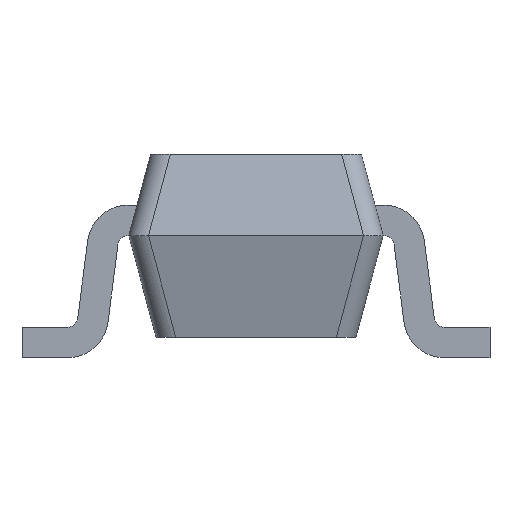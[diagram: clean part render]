
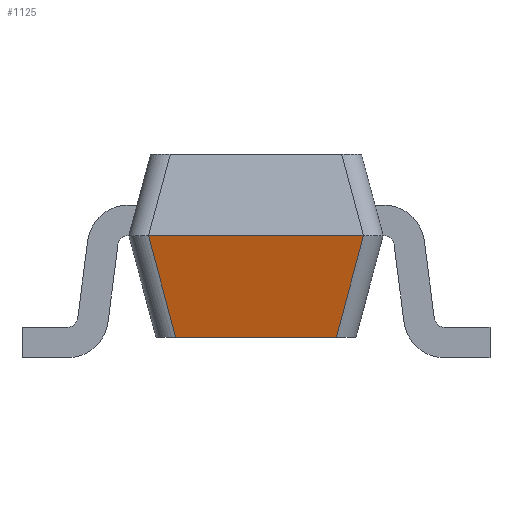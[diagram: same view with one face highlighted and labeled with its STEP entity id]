
A CAD part, left-side view. The second image highlights one B-rep face of the part: STEP entity #1125.
In plain terms, the highlighted planar face has unit normal (-0.966, 0, -0.259).
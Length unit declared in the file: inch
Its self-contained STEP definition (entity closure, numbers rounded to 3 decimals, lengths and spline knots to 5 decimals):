
#787 = PLANE('',#788);
#788 = AXIS2_PLACEMENT_3D('',#789,#790,#791);
#789 = CARTESIAN_POINT('',(0.04134,-0.02461,
    0.00394));
#790 = DIRECTION('',(0.,0.,1.));
#791 = DIRECTION('',(1.,0.,0.));
#945 = CYLINDRICAL_SURFACE('',#946,0.00394);
#946 = AXIS2_PLACEMENT_3D('',#947,#948,#949);
#947 = CARTESIAN_POINT('',(-0.03468,-0.01795,
    0.014));
#948 = DIRECTION('',(-0.251,-0.251,0.935));
#949 = DIRECTION('',(0.966,0.,0.259)
  );
#1125 = ADVANCED_FACE('',(#1126),#1140,.T.);
#1126 = FACE_BOUND('',#1127,.T.);
#1127 = EDGE_LOOP('',(#1128,#1158,#1203,#1231));
#1128 = ORIENTED_EDGE('',*,*,#1129,.T.);
#1129 = EDGE_CURVE('',#1130,#1132,#1134,.T.);
#1130 = VERTEX_POINT('',#1131);
#1131 = CARTESIAN_POINT('',(-0.03606,0.01553,
    0.00394));
#1132 = VERTEX_POINT('',#1133);
#1133 = CARTESIAN_POINT('',(-0.03606,-0.01553,
    0.00394));
#1134 = SURFACE_CURVE('',#1135,(#1139,#1151),.PCURVE_S1.);
#1135 = LINE('',#1136,#1137);
#1136 = CARTESIAN_POINT('',(-0.03606,-0.02461,
    0.00394));
#1137 = VECTOR('',#1138,0.03937);
#1138 = DIRECTION('',(0.,-1.,0.));
#1139 = PCURVE('',#1140,#1145);
#1140 = PLANE('',#1141);
#1141 = AXIS2_PLACEMENT_3D('',#1142,#1143,#1144);
#1142 = CARTESIAN_POINT('',(-0.04134,0.02461,
    0.02362));
#1143 = DIRECTION('',(-0.966,0.,-0.259));
#1144 = DIRECTION('',(-0.259,0.,0.966));
#1145 = DEFINITIONAL_REPRESENTATION('',(#1146),#1150);
#1146 = LINE('',#1147,#1148);
#1147 = CARTESIAN_POINT('',(-0.02,-0.049));
#1148 = VECTOR('',#1149,1.);
#1149 = DIRECTION('',(0.,-1.));
#1150 = ( GEOMETRIC_REPRESENTATION_CONTEXT(2) 
PARAMETRIC_REPRESENTATION_CONTEXT() REPRESENTATION_CONTEXT('2D SPACE',''
  ) );
#1151 = PCURVE('',#787,#1152);
#1152 = DEFINITIONAL_REPRESENTATION('',(#1153),#1157);
#1153 = LINE('',#1154,#1155);
#1154 = CARTESIAN_POINT('',(-0.077,0.));
#1155 = VECTOR('',#1156,1.);
#1156 = DIRECTION('',(0.,-1.));
#1157 = ( GEOMETRIC_REPRESENTATION_CONTEXT(2) 
PARAMETRIC_REPRESENTATION_CONTEXT() REPRESENTATION_CONTEXT('2D SPACE',''
  ) );
#1158 = ORIENTED_EDGE('',*,*,#1159,.T.);
#1159 = EDGE_CURVE('',#1132,#1160,#1162,.T.);
#1160 = VERTEX_POINT('',#1161);
#1161 = CARTESIAN_POINT('',(-0.04134,-0.0208,
    0.02362));
#1162 = SURFACE_CURVE('',#1163,(#1167,#1174),.PCURVE_S1.);
#1163 = LINE('',#1164,#1165);
#1164 = CARTESIAN_POINT('',(-0.03849,-0.01795,
    0.01298));
#1165 = VECTOR('',#1166,0.03937);
#1166 = DIRECTION('',(-0.251,-0.251,0.935));
#1167 = PCURVE('',#1140,#1168);
#1168 = DEFINITIONAL_REPRESENTATION('',(#1169),#1173);
#1169 = LINE('',#1170,#1171);
#1170 = CARTESIAN_POINT('',(-0.011,-0.043));
#1171 = VECTOR('',#1172,1.);
#1172 = DIRECTION('',(0.968,-0.251));
#1173 = ( GEOMETRIC_REPRESENTATION_CONTEXT(2) 
PARAMETRIC_REPRESENTATION_CONTEXT() REPRESENTATION_CONTEXT('2D SPACE',''
  ) );
#1174 = PCURVE('',#945,#1175);
#1175 = DEFINITIONAL_REPRESENTATION('',(#1176),#1202);
#1176 = B_SPLINE_CURVE_WITH_KNOTS('',3,(#1177,#1178,#1179,#1180,#1181,
    #1182,#1183,#1184,#1185,#1186,#1187,#1188,#1189,#1190,#1191,#1192,
    #1193,#1194,#1195,#1196,#1197,#1198,#1199,#1200,#1201),
  .UNSPECIFIED.,.F.,.F.,(4,1,1,1,1,1,1,1,1,1,1,1,1,1,1,1,1,1,1,1,1,1,4),
  (-0.24569,-0.22139,-0.19709,-0.17278,
    -0.14848,-0.12417,-0.09987,
    -0.07556,-0.05126,-0.02695,
    -0.00265,0.02165,0.04596,
    0.07026,0.09457,0.11887,
    0.14318,0.16748,0.19178,0.21609,
    0.24039,0.2647,0.289),.UNSPECIFIED.);
#1177 = CARTESIAN_POINT('',(3.142,-0.01));
#1178 = CARTESIAN_POINT('',(3.142,-0.009));
#1179 = CARTESIAN_POINT('',(3.142,-0.009));
#1180 = CARTESIAN_POINT('',(3.142,-0.008));
#1181 = CARTESIAN_POINT('',(3.142,-0.007));
#1182 = CARTESIAN_POINT('',(3.142,-0.006));
#1183 = CARTESIAN_POINT('',(3.142,-0.005));
#1184 = CARTESIAN_POINT('',(3.142,-0.004));
#1185 = CARTESIAN_POINT('',(3.142,-0.003));
#1186 = CARTESIAN_POINT('',(3.142,-0.002));
#1187 = CARTESIAN_POINT('',(3.142,-0.001));
#1188 = CARTESIAN_POINT('',(3.142,0.));
#1189 = CARTESIAN_POINT('',(3.142,0.001));
#1190 = CARTESIAN_POINT('',(3.142,0.002));
#1191 = CARTESIAN_POINT('',(3.142,0.003));
#1192 = CARTESIAN_POINT('',(3.142,0.004));
#1193 = CARTESIAN_POINT('',(3.142,0.005));
#1194 = CARTESIAN_POINT('',(3.142,0.006));
#1195 = CARTESIAN_POINT('',(3.142,0.007));
#1196 = CARTESIAN_POINT('',(3.142,0.008));
#1197 = CARTESIAN_POINT('',(3.142,0.009));
#1198 = CARTESIAN_POINT('',(3.142,0.009));
#1199 = CARTESIAN_POINT('',(3.142,0.01));
#1200 = CARTESIAN_POINT('',(3.142,0.011));
#1201 = CARTESIAN_POINT('',(3.142,0.011));
#1202 = ( GEOMETRIC_REPRESENTATION_CONTEXT(2) 
PARAMETRIC_REPRESENTATION_CONTEXT() REPRESENTATION_CONTEXT('2D SPACE',''
  ) );
#1203 = ORIENTED_EDGE('',*,*,#1204,.F.);
#1204 = EDGE_CURVE('',#1205,#1160,#1207,.T.);
#1205 = VERTEX_POINT('',#1206);
#1206 = CARTESIAN_POINT('',(-0.04134,0.0208,
    0.02362));
#1207 = SURFACE_CURVE('',#1208,(#1212,#1219),.PCURVE_S1.);
#1208 = LINE('',#1209,#1210);
#1209 = CARTESIAN_POINT('',(-0.04134,0.02461,
    0.02362));
#1210 = VECTOR('',#1211,0.03937);
#1211 = DIRECTION('',(0.,-1.,0.));
#1212 = PCURVE('',#1140,#1213);
#1213 = DEFINITIONAL_REPRESENTATION('',(#1214),#1218);
#1214 = LINE('',#1215,#1216);
#1215 = CARTESIAN_POINT('',(0.,0.));
#1216 = VECTOR('',#1217,1.);
#1217 = DIRECTION('',(0.,-1.));
#1218 = ( GEOMETRIC_REPRESENTATION_CONTEXT(2) 
PARAMETRIC_REPRESENTATION_CONTEXT() REPRESENTATION_CONTEXT('2D SPACE',''
  ) );
#1219 = PCURVE('',#1220,#1225);
#1220 = PLANE('',#1221);
#1221 = AXIS2_PLACEMENT_3D('',#1222,#1223,#1224);
#1222 = CARTESIAN_POINT('',(-0.04134,0.02461,
    0.02362));
#1223 = DIRECTION('',(-0.966,0.,0.259));
#1224 = DIRECTION('',(0.259,0.,0.966));
#1225 = DEFINITIONAL_REPRESENTATION('',(#1226),#1230);
#1226 = LINE('',#1227,#1228);
#1227 = CARTESIAN_POINT('',(0.,0.));
#1228 = VECTOR('',#1229,1.);
#1229 = DIRECTION('',(0.,-1.));
#1230 = ( GEOMETRIC_REPRESENTATION_CONTEXT(2) 
PARAMETRIC_REPRESENTATION_CONTEXT() REPRESENTATION_CONTEXT('2D SPACE',''
  ) );
#1231 = ORIENTED_EDGE('',*,*,#1232,.T.);
#1232 = EDGE_CURVE('',#1205,#1130,#1233,.T.);
#1233 = SURFACE_CURVE('',#1234,(#1238,#1245),.PCURVE_S1.);
#1234 = LINE('',#1235,#1236);
#1235 = CARTESIAN_POINT('',(-0.04158,0.02104,
    0.02451));
#1236 = VECTOR('',#1237,0.03937);
#1237 = DIRECTION('',(0.251,-0.251,-0.935));
#1238 = PCURVE('',#1140,#1239);
#1239 = DEFINITIONAL_REPRESENTATION('',(#1240),#1244);
#1240 = LINE('',#1241,#1242);
#1241 = CARTESIAN_POINT('',(0.001,-0.004));
#1242 = VECTOR('',#1243,1.);
#1243 = DIRECTION('',(-0.968,-0.251));
#1244 = ( GEOMETRIC_REPRESENTATION_CONTEXT(2) 
PARAMETRIC_REPRESENTATION_CONTEXT() REPRESENTATION_CONTEXT('2D SPACE',''
  ) );
#1245 = PCURVE('',#1246,#1251);
#1246 = CYLINDRICAL_SURFACE('',#1247,0.00394);
#1247 = AXIS2_PLACEMENT_3D('',#1248,#1249,#1250);
#1248 = CARTESIAN_POINT('',(-0.03777,0.02104,
    0.02553));
#1249 = DIRECTION('',(-0.251,0.251,0.935));
#1250 = DIRECTION('',(0.966,0.,0.259
    ));
#1251 = DEFINITIONAL_REPRESENTATION('',(#1252),#1278);
#1252 = B_SPLINE_CURVE_WITH_KNOTS('',3,(#1253,#1254,#1255,#1256,#1257,
    #1258,#1259,#1260,#1261,#1262,#1263,#1264,#1265,#1266,#1267,#1268,
    #1269,#1270,#1271,#1272,#1273,#1274,#1275,#1276,#1277),
  .UNSPECIFIED.,.F.,.F.,(4,1,1,1,1,1,1,1,1,1,1,1,1,1,1,1,1,1,1,1,1,1,4),
  (0.0242,0.04851,0.07281,
    0.09712,0.12142,0.14572,0.17003,
    0.19433,0.21864,0.24294,0.26725,
    0.29155,0.31585,0.34016,0.36446,
    0.38877,0.41307,0.43738,0.46168,
    0.48598,0.51029,0.53459,0.5589),
  .QUASI_UNIFORM_KNOTS.);
#1253 = CARTESIAN_POINT('',(3.142,-0.001));
#1254 = CARTESIAN_POINT('',(3.142,-0.001));
#1255 = CARTESIAN_POINT('',(3.142,-0.002));
#1256 = CARTESIAN_POINT('',(3.142,-0.003));
#1257 = CARTESIAN_POINT('',(3.142,-0.004));
#1258 = CARTESIAN_POINT('',(3.142,-0.005));
#1259 = CARTESIAN_POINT('',(3.142,-0.006));
#1260 = CARTESIAN_POINT('',(3.142,-0.007));
#1261 = CARTESIAN_POINT('',(3.142,-0.008));
#1262 = CARTESIAN_POINT('',(3.142,-0.009));
#1263 = CARTESIAN_POINT('',(3.142,-0.01));
#1264 = CARTESIAN_POINT('',(3.142,-0.011));
#1265 = CARTESIAN_POINT('',(3.142,-0.011));
#1266 = CARTESIAN_POINT('',(3.142,-0.012));
#1267 = CARTESIAN_POINT('',(3.142,-0.013));
#1268 = CARTESIAN_POINT('',(3.142,-0.014));
#1269 = CARTESIAN_POINT('',(3.142,-0.015));
#1270 = CARTESIAN_POINT('',(3.142,-0.016));
#1271 = CARTESIAN_POINT('',(3.142,-0.017));
#1272 = CARTESIAN_POINT('',(3.142,-0.018));
#1273 = CARTESIAN_POINT('',(3.142,-0.019));
#1274 = CARTESIAN_POINT('',(3.142,-0.02));
#1275 = CARTESIAN_POINT('',(3.142,-0.021));
#1276 = CARTESIAN_POINT('',(3.142,-0.022));
#1277 = CARTESIAN_POINT('',(3.142,-0.022));
#1278 = ( GEOMETRIC_REPRESENTATION_CONTEXT(2) 
PARAMETRIC_REPRESENTATION_CONTEXT() REPRESENTATION_CONTEXT('2D SPACE',''
  ) );
